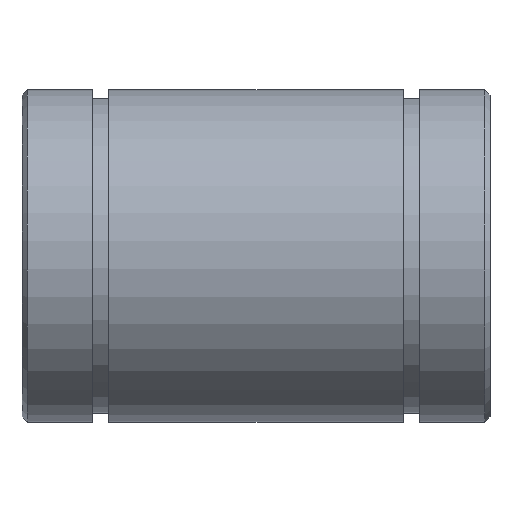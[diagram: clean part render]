
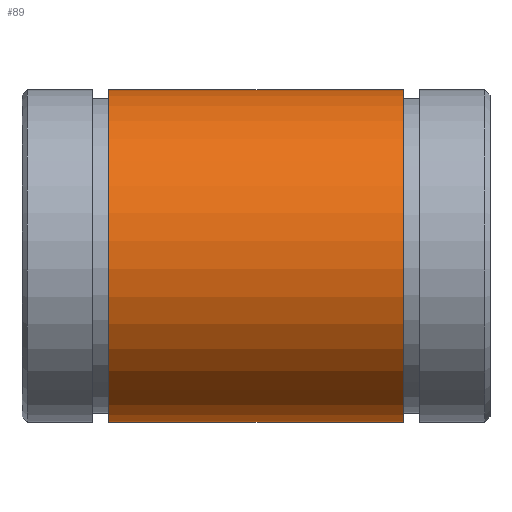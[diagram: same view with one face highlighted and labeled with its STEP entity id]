
A CAD part, top view. The second image highlights one B-rep face of the part: STEP entity #89.
In plain terms, the highlighted cylindrical face has radius 16 mm (diameter 32 mm), a partial arc.
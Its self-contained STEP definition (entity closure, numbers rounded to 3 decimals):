
#89 = ADVANCED_FACE( '', ( #177 ), #178, .T. );
#177 = FACE_OUTER_BOUND( '', #263, .T. );
#178 = CYLINDRICAL_SURFACE( '', #264, 16. );
#263 = EDGE_LOOP( '', ( #400, #401, #402, #403 ) );
#264 = AXIS2_PLACEMENT_3D( '', #404, #405, #406 );
#400 = ORIENTED_EDGE( '', *, *, #588, .T. );
#401 = ORIENTED_EDGE( '', *, *, #572, .F. );
#402 = ORIENTED_EDGE( '', *, *, #591, .F. );
#403 = ORIENTED_EDGE( '', *, *, #592, .T. );
#404 = CARTESIAN_POINT( '', ( 45., 0., 0. ) );
#405 = DIRECTION( '', ( -1., 0., 0. ) );
#406 = DIRECTION( '', ( 0., 0., -1. ) );
#572 = EDGE_CURVE( '', #687, #689, #690, .T. );
#588 = EDGE_CURVE( '', #712, #689, #713, .T. );
#591 = EDGE_CURVE( '', #716, #687, #717, .T. );
#592 = EDGE_CURVE( '', #716, #712, #718, .T. );
#687 = VERTEX_POINT( '', #843 );
#689 = VERTEX_POINT( '', #846 );
#690 = LINE( '', #847, #848 );
#712 = VERTEX_POINT( '', #879 );
#713 = CIRCLE( '', #880, 16. );
#716 = VERTEX_POINT( '', #884 );
#717 = CIRCLE( '', #885, 16. );
#718 = LINE( '', #886, #887 );
#843 = CARTESIAN_POINT( '', ( 36.65, -5.099, -15.166 ) );
#846 = CARTESIAN_POINT( '', ( 8.35, -5.099, -15.166 ) );
#847 = CARTESIAN_POINT( '', ( 45., -5.099, -15.166 ) );
#848 = VECTOR( '', #992, 1000. );
#879 = CARTESIAN_POINT( '', ( 8.35, -3.167, -15.683 ) );
#880 = AXIS2_PLACEMENT_3D( '', #1011, #1012, #1013 );
#884 = CARTESIAN_POINT( '', ( 36.65, -3.167, -15.683 ) );
#885 = AXIS2_PLACEMENT_3D( '', #1015, #1016, #1017 );
#886 = CARTESIAN_POINT( '', ( 45., -3.167, -15.683 ) );
#887 = VECTOR( '', #1018, 1000. );
#992 = DIRECTION( '', ( -1., 0., 0. ) );
#1011 = CARTESIAN_POINT( '', ( 8.35, 0., 0. ) );
#1012 = DIRECTION( '', ( 1., 0., 0. ) );
#1013 = DIRECTION( '', ( 0., 0., -1. ) );
#1015 = CARTESIAN_POINT( '', ( 36.65, 0., 0. ) );
#1016 = DIRECTION( '', ( 1., 0., 0. ) );
#1017 = DIRECTION( '', ( 0., 0., -1. ) );
#1018 = DIRECTION( '', ( -1., 0., 0. ) );
